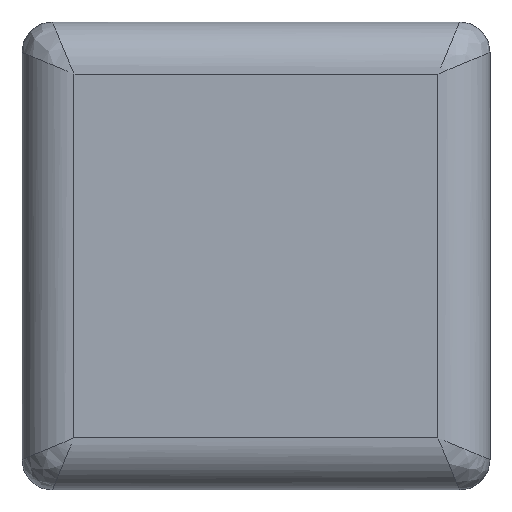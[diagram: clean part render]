
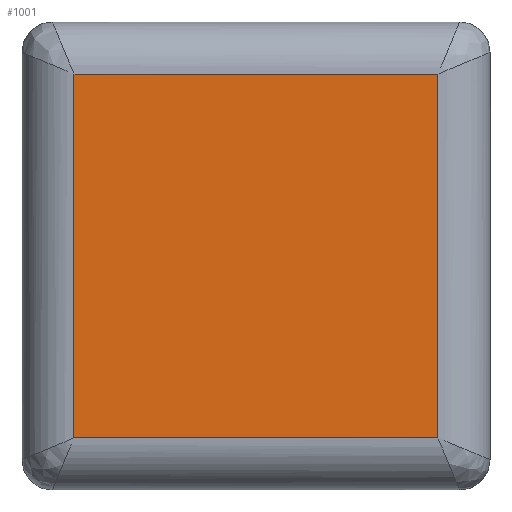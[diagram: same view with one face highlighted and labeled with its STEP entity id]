
A CAD part, left-side view. The second image highlights one B-rep face of the part: STEP entity #1001.
In plain terms, the highlighted planar face has unit normal (-1, 0, 0).
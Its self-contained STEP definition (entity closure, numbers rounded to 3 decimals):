
#49=PLANE('',#1091);
#69=LINE('',#1611,#141);
#72=LINE('',#1615,#144);
#74=LINE('',#1618,#146);
#76=LINE('',#1621,#148);
#141=VECTOR('',#1211,10.);
#144=VECTOR('',#1216,10.);
#146=VECTOR('',#1220,10.);
#148=VECTOR('',#1224,10.);
#253=FACE_OUTER_BOUND('',#319,.T.);
#319=EDGE_LOOP('',(#721,#722,#723,#724));
#439=VERTEX_POINT('',#1514);
#442=VERTEX_POINT('',#1545);
#445=VERTEX_POINT('',#1576);
#448=VERTEX_POINT('',#1607);
#537=EDGE_CURVE('',#439,#448,#69,.T.);
#540=EDGE_CURVE('',#448,#445,#72,.T.);
#542=EDGE_CURVE('',#445,#442,#74,.T.);
#544=EDGE_CURVE('',#442,#439,#76,.T.);
#721=ORIENTED_EDGE('',*,*,#537,.F.);
#722=ORIENTED_EDGE('',*,*,#544,.F.);
#723=ORIENTED_EDGE('',*,*,#542,.F.);
#724=ORIENTED_EDGE('',*,*,#540,.F.);
#1001=ADVANCED_FACE('',(#253),#49,.F.);
#1091=AXIS2_PLACEMENT_3D('',#1640,#1244,#1245);
#1211=DIRECTION('',(0.,0.,-1.));
#1216=DIRECTION('',(0.,1.,0.));
#1220=DIRECTION('',(0.,0.,1.));
#1224=DIRECTION('',(0.,-1.,0.));
#1244=DIRECTION('center_axis',(1.,0.,0.));
#1245=DIRECTION('ref_axis',(0.,0.,
-1.));
#1514=CARTESIAN_POINT('',(-3.05,-1.,2.35));
#1545=CARTESIAN_POINT('',(-3.05,1.1,2.35));
#1576=CARTESIAN_POINT('',(-3.05,1.1,0.25));
#1607=CARTESIAN_POINT('',(-3.05,-1.,0.25));
#1611=CARTESIAN_POINT('',(-3.05,-1.,1.975));
#1615=CARTESIAN_POINT('',(-3.05,-0.625,0.25));
#1618=CARTESIAN_POINT('',(-3.05,1.1,0.625));
#1621=CARTESIAN_POINT('',(-3.05,0.725,2.35));
#1640=CARTESIAN_POINT('Origin',(-3.05,0.05,1.3));
